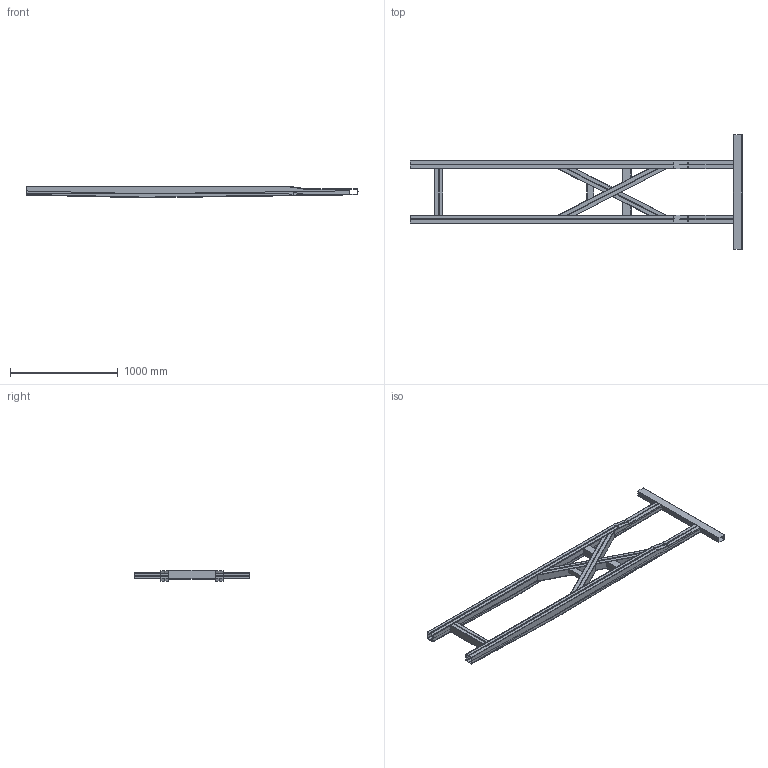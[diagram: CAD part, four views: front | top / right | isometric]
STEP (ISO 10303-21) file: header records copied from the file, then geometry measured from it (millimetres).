
FILE_DESCRIPTION(/* description */ (''),/* implementation_level */ '2;1');
FILE_NAME(/* name */ 'Frame assembly v12.step',/* time_stamp */ '2021-01-26T18:00:28+01:00',/* author */ (''),/* organization */ (''),/* preprocessor_version */ 'ST-DEVELOPER v18.1',/* originating_system */ 'Autodesk Translation Framework v9.7.1.1290',/* authorisation */ '');
FILE_SCHEMA (('AUTOMOTIVE_DESIGN { 1 0 10303 214 3 1 1 }'));
Length unit declared in the file: millimetre
Products named in the file (9): Frame assembly; Cross member front; Main member; Rear cross member; Internal cross - assembly; Cross member 1 midt; Cross member 2 midt; Cross support; Cross front bar
Assembly tree (11 placements, depth 3):
  Frame assembly
    Cross member front
    Main member  x2
    Rear cross member
    Internal cross - assembly
      Cross member 1 midt
      Cross member 2 midt  x2
      Cross support  x2
      Cross front bar
Bounding box: 3086.1 x 1066.8 x 107.95 mm (x, y, z)
Volume: 5927171.7 mm3; surface area: 5936897.1 mm2
Topology: 11 solids, 11 shells, 556 faces, 1492 edges, 956 vertices
Faces by surface type: plane 270, cylinder 206, bspline 48, torus 32
Entity records: 11206 total; most frequent: CARTESIAN_POINT 2048, DIRECTION 1927, ORIENTED_EDGE 1864, EDGE_CURVE 932, AXIS2_PLACEMENT_3D 655, LINE 617, VECTOR 617, VERTEX_POINT 602
